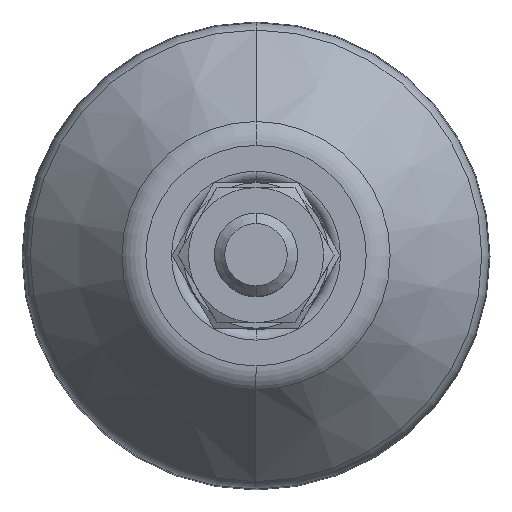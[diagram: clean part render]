
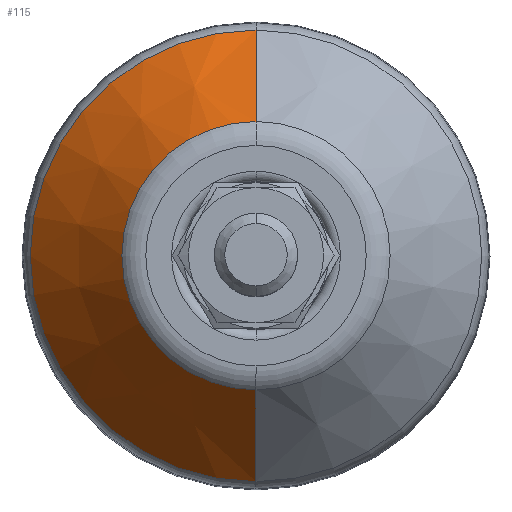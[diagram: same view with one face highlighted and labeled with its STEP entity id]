
A CAD part, top view. The second image highlights one B-rep face of the part: STEP entity #115.
In plain terms, the highlighted conical face has half-angle 40.03 degrees and reference radius 17.304 mm.
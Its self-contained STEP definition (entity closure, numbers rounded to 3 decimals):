
#115=ADVANCED_FACE('',(#289),#290,.T.);
#289=FACE_OUTER_BOUND('',#527,.T.);
#290=CONICAL_SURFACE('',#528,17.304,0.699);
#527=EDGE_LOOP('',(#799,#800,#801,#802));
#528=AXIS2_PLACEMENT_3D('',#803,#804,#805);
#799=ORIENTED_EDGE('',*,*,#1374,.F.);
#800=ORIENTED_EDGE('',*,*,#1375,.T.);
#801=ORIENTED_EDGE('',*,*,#1376,.F.);
#802=ORIENTED_EDGE('',*,*,#1370,.F.);
#803=CARTESIAN_POINT('',(0.0,0.0,-35.317));
#804=DIRECTION('',(-0.0,0.0,-1.0));
#805=DIRECTION('',(0.0,1.0,0.0));
#1370=EDGE_CURVE('',#1614,#1617,#1618,.T.);
#1374=EDGE_CURVE('',#1623,#1614,#1624,.T.);
#1375=EDGE_CURVE('',#1623,#1625,#1626,.T.);
#1376=EDGE_CURVE('',#1617,#1625,#1627,.T.);
#1614=VERTEX_POINT('',#1939);
#1617=VERTEX_POINT('',#1942);
#1618=CIRCLE('',#1943,12.899);
#1623=VERTEX_POINT('',#1948);
#1624=LINE('',#1949,#1950);
#1625=VERTEX_POINT('',#1951);
#1626=CIRCLE('',#1952,21.709);
#1627=LINE('',#1953,#1954);
#1939=CARTESIAN_POINT('',(0.0,12.899,-30.073));
#1942=CARTESIAN_POINT('',(0.,-12.899,-30.073));
#1943=AXIS2_PLACEMENT_3D('',#2819,#2820,#2821);
#1948=CARTESIAN_POINT('',(0.0,21.709,-40.561));
#1949=CARTESIAN_POINT('',(0.,17.304,-35.317));
#1950=VECTOR('',#2828,1.0);
#1951=CARTESIAN_POINT('',(0.,-21.709,-40.561));
#1952=AXIS2_PLACEMENT_3D('',#2829,#2830,#2831);
#1953=CARTESIAN_POINT('',(0.,-17.304,-35.317));
#1954=VECTOR('',#2832,1.0);
#2819=CARTESIAN_POINT('',(0.0,0.0,-30.073));
#2820=DIRECTION('',(0.0,-0.0,1.0));
#2821=DIRECTION('',(0.0,1.0,0.0));
#2828=DIRECTION('',(0.,-0.643,0.766));
#2829=CARTESIAN_POINT('',(0.0,0.0,-40.561));
#2830=DIRECTION('',(0.0,-0.0,1.0));
#2831=DIRECTION('',(0.0,1.0,0.0));
#2832=DIRECTION('',(0.,-0.643,-0.766));
